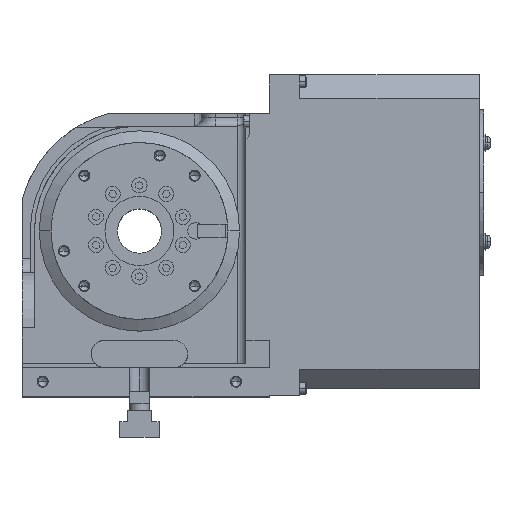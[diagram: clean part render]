
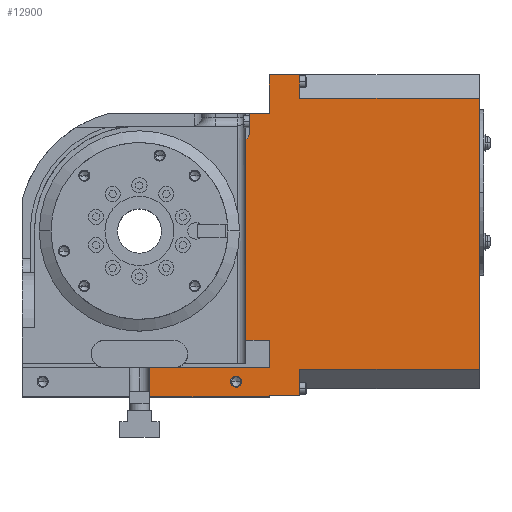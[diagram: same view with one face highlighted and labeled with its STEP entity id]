
A CAD part, top view. The second image highlights one B-rep face of the part: STEP entity #12900.
In plain terms, the highlighted planar face has unit normal (0, 0, 1).
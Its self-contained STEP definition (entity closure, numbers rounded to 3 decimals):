
#808=LINE('',#20094,#2065);
#859=LINE('',#20287,#2116);
#873=LINE('',#20324,#2130);
#981=LINE('',#20588,#2238);
#1014=LINE('',#20682,#2271);
#1020=LINE('',#20697,#2277);
#1021=LINE('',#20700,#2278);
#1022=LINE('',#20701,#2279);
#1023=LINE('',#20702,#2280);
#1024=LINE('',#20704,#2281);
#1025=LINE('',#20706,#2282);
#1026=LINE('',#20708,#2283);
#1027=LINE('',#20709,#2284);
#1028=LINE('',#20711,#2285);
#1029=LINE('',#20713,#2286);
#1030=LINE('',#20715,#2287);
#1031=LINE('',#20717,#2288);
#1032=LINE('',#20719,#2289);
#1033=LINE('',#20721,#2290);
#2065=VECTOR('',#15990,1000.);
#2116=VECTOR('',#16131,1000.);
#2130=VECTOR('',#16167,1000.);
#2238=VECTOR('',#16445,1000.);
#2271=VECTOR('',#16530,1000.);
#2277=VECTOR('',#16548,1000.);
#2278=VECTOR('',#16549,1000.);
#2279=VECTOR('',#16550,1000.);
#2280=VECTOR('',#16551,1000.);
#2281=VECTOR('',#16552,1000.);
#2282=VECTOR('',#16553,1000.);
#2283=VECTOR('',#16554,1000.);
#2284=VECTOR('',#16555,1000.);
#2285=VECTOR('',#16556,1000.);
#2286=VECTOR('',#16557,1000.);
#2287=VECTOR('',#16558,1000.);
#2288=VECTOR('',#16559,1000.);
#2289=VECTOR('',#16560,1000.);
#2290=VECTOR('',#16561,1000.);
#4511=ORIENTED_EDGE('',*,*,#7541,.T.);
#4512=ORIENTED_EDGE('',*,*,#7542,.F.);
#4513=ORIENTED_EDGE('',*,*,#7334,.F.);
#4514=ORIENTED_EDGE('',*,*,#7543,.F.);
#4515=ORIENTED_EDGE('',*,*,#7537,.F.);
#4516=ORIENTED_EDGE('',*,*,#7249,.T.);
#4517=ORIENTED_EDGE('',*,*,#7533,.T.);
#4518=ORIENTED_EDGE('',*,*,#7544,.F.);
#4519=ORIENTED_EDGE('',*,*,#7545,.T.);
#4520=ORIENTED_EDGE('',*,*,#7546,.T.);
#4521=ORIENTED_EDGE('',*,*,#7547,.T.);
#4522=ORIENTED_EDGE('',*,*,#7485,.F.);
#4523=ORIENTED_EDGE('',*,*,#7353,.F.);
#4524=ORIENTED_EDGE('',*,*,#7548,.F.);
#4525=ORIENTED_EDGE('',*,*,#7549,.F.);
#4526=ORIENTED_EDGE('',*,*,#7550,.F.);
#4527=ORIENTED_EDGE('',*,*,#7551,.F.);
#4528=ORIENTED_EDGE('',*,*,#7552,.F.);
#4529=ORIENTED_EDGE('',*,*,#7553,.T.);
#4530=ORIENTED_EDGE('',*,*,#7554,.F.);
#4531=ORIENTED_EDGE('',*,*,#7555,.F.);
#4532=ORIENTED_EDGE('',*,*,#7556,.F.);
#7249=EDGE_CURVE('',#8944,#8943,#808,.T.);
#7334=EDGE_CURVE('',#9009,#9010,#859,.T.);
#7353=EDGE_CURVE('',#9021,#9022,#873,.T.);
#7485=EDGE_CURVE('',#9022,#9093,#981,.T.);
#7533=EDGE_CURVE('',#8943,#9126,#1014,.T.);
#7537=EDGE_CURVE('',#8944,#9129,#9994,.T.);
#7541=EDGE_CURVE('',#9131,#9132,#1020,.T.);
#7542=EDGE_CURVE('',#9010,#9132,#1021,.T.);
#7543=EDGE_CURVE('',#9129,#9009,#1022,.T.);
#7544=EDGE_CURVE('',#9133,#9126,#1023,.T.);
#7545=EDGE_CURVE('',#9133,#9134,#1024,.T.);
#7546=EDGE_CURVE('',#9134,#9135,#1025,.T.);
#7547=EDGE_CURVE('',#9135,#9093,#1026,.T.);
#7548=EDGE_CURVE('',#9136,#9021,#1027,.T.);
#7549=EDGE_CURVE('',#9137,#9136,#1028,.T.);
#7550=EDGE_CURVE('',#9138,#9137,#1029,.T.);
#7551=EDGE_CURVE('',#9139,#9138,#1030,.T.);
#7552=EDGE_CURVE('',#9140,#9139,#1031,.T.);
#7553=EDGE_CURVE('',#9140,#9141,#1032,.T.);
#7554=EDGE_CURVE('',#9131,#9141,#1033,.T.);
#7555=EDGE_CURVE('',#9142,#9143,#9995,.T.);
#7556=EDGE_CURVE('',#9143,#9142,#9996,.T.);
#8943=VERTEX_POINT('',#20093);
#8944=VERTEX_POINT('',#20095);
#9009=VERTEX_POINT('',#20286);
#9010=VERTEX_POINT('',#20288);
#9021=VERTEX_POINT('',#20323);
#9022=VERTEX_POINT('',#20325);
#9093=VERTEX_POINT('',#20589);
#9126=VERTEX_POINT('',#20680);
#9129=VERTEX_POINT('',#20690);
#9131=VERTEX_POINT('',#20698);
#9132=VERTEX_POINT('',#20699);
#9133=VERTEX_POINT('',#20703);
#9134=VERTEX_POINT('',#20705);
#9135=VERTEX_POINT('',#20707);
#9136=VERTEX_POINT('',#20710);
#9137=VERTEX_POINT('',#20712);
#9138=VERTEX_POINT('',#20714);
#9139=VERTEX_POINT('',#20716);
#9140=VERTEX_POINT('',#20718);
#9141=VERTEX_POINT('',#20720);
#9142=VERTEX_POINT('',#20723);
#9143=VERTEX_POINT('',#20724);
#9994=CIRCLE('',#13968,10.);
#9995=CIRCLE('',#13971,4.);
#9996=CIRCLE('',#13972,4.);
#10703=EDGE_LOOP('',(#4511,#4512,#4513,#4514,#4515,#4516,#4517,#4518,#4519,
#4520,#4521,#4522,#4523,#4524,#4525,#4526,#4527,#4528,#4529,#4530));
#10704=EDGE_LOOP('',(#4531,#4532));
#11618=FACE_BOUND('',#10703,.T.);
#11619=FACE_BOUND('',#10704,.T.);
#12344=PLANE('',#13970);
#12900=ADVANCED_FACE('',(#11618,#11619),#12344,.F.);
#13968=AXIS2_PLACEMENT_3D('',#20689,#16539,#16540);
#13970=AXIS2_PLACEMENT_3D('',#20696,#16546,#16547);
#13971=AXIS2_PLACEMENT_3D('',#20722,#16562,#16563);
#13972=AXIS2_PLACEMENT_3D('',#20725,#16564,#16565);
#15990=DIRECTION('',(0.,-1.,0.));
#16131=DIRECTION('',(1.,0.,0.));
#16167=DIRECTION('',(0.,-1.,0.));
#16445=DIRECTION('',(-1.,0.,0.));
#16530=DIRECTION('',(1.,0.,0.));
#16539=DIRECTION('',(0.,0.,1.));
#16540=DIRECTION('',(1.,0.,0.));
#16546=DIRECTION('',(0.,0.,-1.));
#16547=DIRECTION('',(-1.,0.,0.));
#16548=DIRECTION('',(-1.,0.,0.));
#16549=DIRECTION('',(0.,1.,0.));
#16550=DIRECTION('',(0.,1.,0.));
#16551=DIRECTION('',(0.,1.,0.));
#16552=DIRECTION('',(-1.,0.,0.));
#16553=DIRECTION('',(-1.,0.,0.));
#16554=DIRECTION('',(0.,-1.,0.));
#16555=DIRECTION('',(-1.,0.,0.));
#16556=DIRECTION('',(0.,-1.,0.));
#16557=DIRECTION('',(-1.,0.,0.));
#16558=DIRECTION('',(0.,-1.,0.));
#16559=DIRECTION('',(0.,-1.,0.));
#16560=DIRECTION('',(-1.,0.,0.));
#16561=DIRECTION('',(0.,-1.,0.));
#16562=DIRECTION('',(0.,0.,1.));
#16563=DIRECTION('',(1.,0.,0.));
#16564=DIRECTION('',(0.,0.,1.));
#16565=DIRECTION('',(1.,0.,0.));
#20093=CARTESIAN_POINT('',(77.,-79.,67.5));
#20094=CARTESIAN_POINT('',(77.,-79.,67.5));
#20095=CARTESIAN_POINT('',(77.,65.859,67.5));
#20286=CARTESIAN_POINT('',(80.,85.,67.5));
#20287=CARTESIAN_POINT('',(77.,85.,67.5));
#20288=CARTESIAN_POINT('',(94.,85.,67.5));
#20323=CARTESIAN_POINT('',(94.,-119.,67.5));
#20324=CARTESIAN_POINT('',(94.,-96.,67.5));
#20325=CARTESIAN_POINT('',(94.,-120.,67.5));
#20588=CARTESIAN_POINT('',(94.,-120.,67.5));
#20589=CARTESIAN_POINT('',(7.5,-120.,67.5));
#20680=CARTESIAN_POINT('',(94.,-79.,67.5));
#20682=CARTESIAN_POINT('',(77.,-79.,67.5));
#20689=CARTESIAN_POINT('',(70.,73.,67.5));
#20690=CARTESIAN_POINT('',(80.,73.,67.5));
#20696=CARTESIAN_POINT('',(116.,113.,67.5));
#20697=CARTESIAN_POINT('',(116.,113.,67.5));
#20698=CARTESIAN_POINT('',(116.,113.,67.5));
#20699=CARTESIAN_POINT('',(94.,113.,67.5));
#20700=CARTESIAN_POINT('',(94.,113.,67.5));
#20701=CARTESIAN_POINT('',(80.,85.,67.5));
#20702=CARTESIAN_POINT('',(94.,113.,67.5));
#20703=CARTESIAN_POINT('',(94.,-99.,67.5));
#20704=CARTESIAN_POINT('',(94.,-99.,67.5));
#20705=CARTESIAN_POINT('',(12.49,-99.,67.5));
#20706=CARTESIAN_POINT('',(94.,-99.,67.5));
#20707=CARTESIAN_POINT('',(7.5,-99.,67.5));
#20708=CARTESIAN_POINT('',(7.5,-96.,67.5));
#20709=CARTESIAN_POINT('',(116.,-119.,67.5));
#20710=CARTESIAN_POINT('',(116.,-119.,67.5));
#20711=CARTESIAN_POINT('',(116.,113.,67.5));
#20712=CARTESIAN_POINT('',(116.,-100.,67.5));
#20713=CARTESIAN_POINT('',(246.,-100.,67.5));
#20714=CARTESIAN_POINT('',(246.,-100.,67.5));
#20715=CARTESIAN_POINT('',(246.,96.,67.5));
#20716=CARTESIAN_POINT('',(246.,28.,67.5));
#20717=CARTESIAN_POINT('',(246.,96.,67.5));
#20718=CARTESIAN_POINT('',(246.,96.,67.5));
#20719=CARTESIAN_POINT('',(246.,96.,67.5));
#20720=CARTESIAN_POINT('',(116.,96.,67.5));
#20721=CARTESIAN_POINT('',(116.,113.,67.5));
#20722=CARTESIAN_POINT('',(70.,-109.,67.5));
#20723=CARTESIAN_POINT('',(74.,-109.,67.5));
#20724=CARTESIAN_POINT('',(66.,-109.,67.5));
#20725=CARTESIAN_POINT('',(70.,-109.,67.5));
